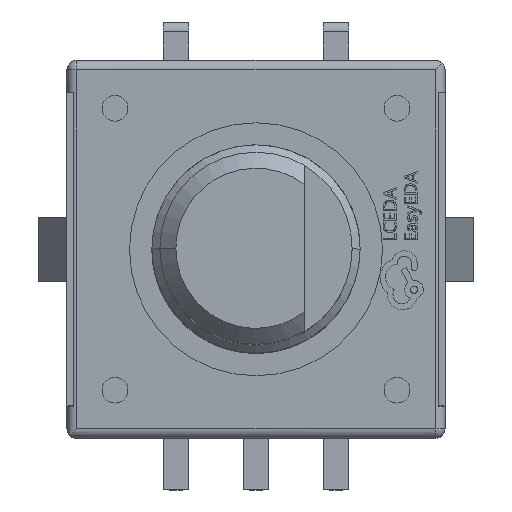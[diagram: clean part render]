
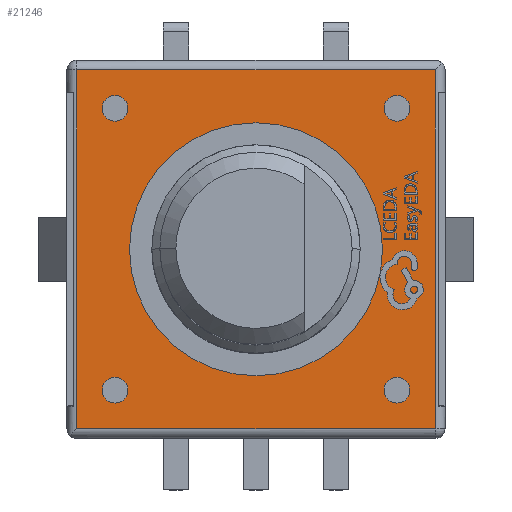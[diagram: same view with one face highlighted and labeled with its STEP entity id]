
A CAD part, top view. The second image highlights one B-rep face of the part: STEP entity #21246.
In plain terms, the highlighted planar face has unit normal (0, 0, 1).
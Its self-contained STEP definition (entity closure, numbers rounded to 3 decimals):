
#143 = CARTESIAN_POINT ( 'NONE',  ( -4.4, -4.4, 0. ) ) ;
#218 = EDGE_CURVE ( 'NONE', #9917, #17170, #8624, .T. ) ;
#377 = AXIS2_PLACEMENT_3D ( 'NONE', #6658, #16662, #6420 ) ;
#533 = EDGE_LOOP ( 'NONE', ( #2412, #5828 ) ) ;
#562 = DIRECTION ( 'NONE',  ( 1., 0., 0. ) ) ;
#708 = FACE_OUTER_BOUND ( 'NONE', #4691, .T. ) ;
#759 = EDGE_CURVE ( 'NONE', #18643, #1746, #11985, .T. ) ;
#816 = FACE_BOUND ( 'NONE', #20822, .T. ) ;
#1238 = CARTESIAN_POINT ( 'NONE',  ( -4.8, -4.4, 0. ) ) ;
#1746 = VERTEX_POINT ( 'NONE', #12289 ) ;
#1803 = CARTESIAN_POINT ( 'NONE',  ( 4.4, 4.4, 0. ) ) ;
#1876 = CARTESIAN_POINT ( 'NONE',  ( -5.6, 5.6, 0. ) ) ;
#1904 = DIRECTION ( 'NONE',  ( -1., 0., 0. ) ) ;
#2002 = VERTEX_POINT ( 'NONE', #17245 ) ;
#2071 = CARTESIAN_POINT ( 'NONE',  ( 4.8, 4.4, 0. ) ) ;
#2259 = DIRECTION ( 'NONE',  ( 0., 0., 1. ) ) ;
#2378 = AXIS2_PLACEMENT_3D ( 'NONE', #143, #19455, #10708 ) ;
#2401 = FACE_BOUND ( 'NONE', #4210, .T. ) ;
#2412 = ORIENTED_EDGE ( 'NONE', *, *, #15652, .F. ) ;
#2424 = LINE ( 'NONE', #4153, #7904 ) ;
#2521 = PLANE ( 'NONE',  #6167 ) ;
#2528 = ORIENTED_EDGE ( 'NONE', *, *, #218, .T. ) ;
#2613 = VERTEX_POINT ( 'NONE', #6827 ) ;
#2618 = CIRCLE ( 'NONE', #4448, 0.4 ) ;
#2658 = DIRECTION ( 'NONE',  ( 0., 0., 1. ) ) ;
#2668 = EDGE_CURVE ( 'NONE', #17170, #18643, #4433, .T. ) ;
#2874 = ORIENTED_EDGE ( 'NONE', *, *, #17190, .T. ) ;
#3293 = AXIS2_PLACEMENT_3D ( 'NONE', #12472, #5613, #17429 ) ;
#3395 = CARTESIAN_POINT ( 'NONE',  ( -4.4, -4.4, 0. ) ) ;
#3515 = CARTESIAN_POINT ( 'NONE',  ( -5.6, 4.9, 0. ) ) ;
#3624 = CIRCLE ( 'NONE', #19941, 0.4 ) ;
#3722 = VERTEX_POINT ( 'NONE', #4200 ) ;
#4153 = CARTESIAN_POINT ( 'NONE',  ( -5.9, 5.6, 0. ) ) ;
#4200 = CARTESIAN_POINT ( 'NONE',  ( 4., -4.4, 0. ) ) ;
#4210 = EDGE_LOOP ( 'NONE', ( #13158, #5244 ) ) ;
#4356 = CARTESIAN_POINT ( 'NONE',  ( 0., 0., 0. ) ) ;
#4433 = LINE ( 'NONE', #6004, #20690 ) ;
#4448 = AXIS2_PLACEMENT_3D ( 'NONE', #14960, #6293, #20146 ) ;
#4512 = ORIENTED_EDGE ( 'NONE', *, *, #8689, .F. ) ;
#4691 = EDGE_LOOP ( 'NONE', ( #19246, #15702, #2874, #2528 ) ) ;
#5086 = VECTOR ( 'NONE', #10449, 1000. ) ;
#5100 = DIRECTION ( 'NONE',  ( 0., 0., 1. ) ) ;
#5244 = ORIENTED_EDGE ( 'NONE', *, *, #20085, .F. ) ;
#5613 = DIRECTION ( 'NONE',  ( 0., 0., 1. ) ) ;
#5828 = ORIENTED_EDGE ( 'NONE', *, *, #11100, .F. ) ;
#5858 = CARTESIAN_POINT ( 'NONE',  ( 4.8, -4.4, 0. ) ) ;
#6004 = CARTESIAN_POINT ( 'NONE',  ( 5.9, -5.6, 0. ) ) ;
#6034 = VERTEX_POINT ( 'NONE', #1238 ) ;
#6167 = AXIS2_PLACEMENT_3D ( 'NONE', #4356, #20016, #11395 ) ;
#6259 = EDGE_CURVE ( 'NONE', #16255, #13609, #8723, .T. ) ;
#6293 = DIRECTION ( 'NONE',  ( 0., 0., 1. ) ) ;
#6420 = DIRECTION ( 'NONE',  ( 1., 0., 0. ) ) ;
#6540 = CIRCLE ( 'NONE', #19583, 0.4 ) ;
#6658 = CARTESIAN_POINT ( 'NONE',  ( -4.4, 4.4, 0. ) ) ;
#6827 = CARTESIAN_POINT ( 'NONE',  ( -4., 4.4, 0. ) ) ;
#7093 = CIRCLE ( 'NONE', #2378, 0.4 ) ;
#7359 = AXIS2_PLACEMENT_3D ( 'NONE', #14615, #2658, #21602 ) ;
#7658 = EDGE_CURVE ( 'NONE', #2002, #12431, #12757, .T. ) ;
#7904 = VECTOR ( 'NONE', #17992, 1000. ) ;
#8023 = DIRECTION ( 'NONE',  ( 0., 0., 1. ) ) ;
#8127 = CARTESIAN_POINT ( 'NONE',  ( 0., 0., 0. ) ) ;
#8351 = DIRECTION ( 'NONE',  ( 0., 0., 1. ) ) ;
#8624 = LINE ( 'NONE', #3515, #5086 ) ;
#8649 = CARTESIAN_POINT ( 'NONE',  ( 5.6, -5.6, 0. ) ) ;
#8689 = EDGE_CURVE ( 'NONE', #14219, #3722, #21806, .T. ) ;
#8701 = VERTEX_POINT ( 'NONE', #22339 ) ;
#8723 = CIRCLE ( 'NONE', #9111, 0.4 ) ;
#9111 = AXIS2_PLACEMENT_3D ( 'NONE', #1803, #2259, #14314 ) ;
#9189 = EDGE_CURVE ( 'NONE', #13609, #16255, #2618, .T. ) ;
#9917 = VERTEX_POINT ( 'NONE', #1876 ) ;
#10028 = EDGE_CURVE ( 'NONE', #8701, #2613, #16096, .T. ) ;
#10092 = DIRECTION ( 'NONE',  ( 0., 0., 1. ) ) ;
#10143 = CARTESIAN_POINT ( 'NONE',  ( 5.6, -4.9, 0. ) ) ;
#10449 = DIRECTION ( 'NONE',  ( 0., -1., 0. ) ) ;
#10708 = DIRECTION ( 'NONE',  ( 0., 1., 0. ) ) ;
#10940 = FACE_BOUND ( 'NONE', #19791, .T. ) ;
#10946 = AXIS2_PLACEMENT_3D ( 'NONE', #17248, #5100, #1904 ) ;
#11100 = EDGE_CURVE ( 'NONE', #6034, #18055, #7093, .T. ) ;
#11395 = DIRECTION ( 'NONE',  ( 1., 0., 0. ) ) ;
#11985 = LINE ( 'NONE', #10143, #13888 ) ;
#12019 = CIRCLE ( 'NONE', #14914, 3.95 ) ;
#12289 = CARTESIAN_POINT ( 'NONE',  ( 5.6, 5.6, 0. ) ) ;
#12431 = VERTEX_POINT ( 'NONE', #16279 ) ;
#12472 = CARTESIAN_POINT ( 'NONE',  ( 0., 0., 0. ) ) ;
#12670 = FACE_BOUND ( 'NONE', #20068, .T. ) ;
#12757 = CIRCLE ( 'NONE', #3293, 3.95 ) ;
#12782 = FACE_BOUND ( 'NONE', #533, .T. ) ;
#13140 = CARTESIAN_POINT ( 'NONE',  ( 4., 4.4, 0. ) ) ;
#13158 = ORIENTED_EDGE ( 'NONE', *, *, #7658, .F. ) ;
#13576 = ORIENTED_EDGE ( 'NONE', *, *, #10028, .F. ) ;
#13609 = VERTEX_POINT ( 'NONE', #2071 ) ;
#13888 = VECTOR ( 'NONE', #17076, 1000. ) ;
#14219 = VERTEX_POINT ( 'NONE', #5858 ) ;
#14314 = DIRECTION ( 'NONE',  ( 0., -1., 0. ) ) ;
#14615 = CARTESIAN_POINT ( 'NONE',  ( -4.4, 4.4, 0. ) ) ;
#14914 = AXIS2_PLACEMENT_3D ( 'NONE', #8127, #8351, #18462 ) ;
#14960 = CARTESIAN_POINT ( 'NONE',  ( 4.4, 4.4, 0. ) ) ;
#15233 = DIRECTION ( 'NONE',  ( 0., 1., 0. ) ) ;
#15652 = EDGE_CURVE ( 'NONE', #18055, #6034, #6540, .T. ) ;
#15702 = ORIENTED_EDGE ( 'NONE', *, *, #759, .T. ) ;
#16096 = CIRCLE ( 'NONE', #7359, 0.4 ) ;
#16125 = ORIENTED_EDGE ( 'NONE', *, *, #20157, .F. ) ;
#16255 = VERTEX_POINT ( 'NONE', #13140 ) ;
#16279 = CARTESIAN_POINT ( 'NONE',  ( -3.95, 0., 0. ) ) ;
#16662 = DIRECTION ( 'NONE',  ( 0., 0., 1. ) ) ;
#17076 = DIRECTION ( 'NONE',  ( 0., 1., 0. ) ) ;
#17170 = VERTEX_POINT ( 'NONE', #19925 ) ;
#17190 = EDGE_CURVE ( 'NONE', #1746, #9917, #2424, .T. ) ;
#17245 = CARTESIAN_POINT ( 'NONE',  ( 3.95, 0., 0. ) ) ;
#17248 = CARTESIAN_POINT ( 'NONE',  ( 4.4, -4.4, 0. ) ) ;
#17429 = DIRECTION ( 'NONE',  ( 1., 0., 0. ) ) ;
#17992 = DIRECTION ( 'NONE',  ( -1., 0., 0. ) ) ;
#18055 = VERTEX_POINT ( 'NONE', #19725 ) ;
#18462 = DIRECTION ( 'NONE',  ( 1., 0., 0. ) ) ;
#18643 = VERTEX_POINT ( 'NONE', #8649 ) ;
#19246 = ORIENTED_EDGE ( 'NONE', *, *, #2668, .T. ) ;
#19455 = DIRECTION ( 'NONE',  ( 0., 0., 1. ) ) ;
#19583 = AXIS2_PLACEMENT_3D ( 'NONE', #3395, #10092, #15233 ) ;
#19725 = CARTESIAN_POINT ( 'NONE',  ( -4., -4.4, 0. ) ) ;
#19791 = EDGE_LOOP ( 'NONE', ( #16125, #13576 ) ) ;
#19834 = CARTESIAN_POINT ( 'NONE',  ( 4.4, -4.4, 0. ) ) ;
#19925 = CARTESIAN_POINT ( 'NONE',  ( -5.6, -5.6, 0. ) ) ;
#19941 = AXIS2_PLACEMENT_3D ( 'NONE', #19834, #8023, #20179 ) ;
#19961 = CIRCLE ( 'NONE', #377, 0.4 ) ;
#20016 = DIRECTION ( 'NONE',  ( 0., 0., 1. ) ) ;
#20068 = EDGE_LOOP ( 'NONE', ( #20113, #21399 ) ) ;
#20085 = EDGE_CURVE ( 'NONE', #12431, #2002, #12019, .T. ) ;
#20113 = ORIENTED_EDGE ( 'NONE', *, *, #9189, .F. ) ;
#20146 = DIRECTION ( 'NONE',  ( 0., -1., 0. ) ) ;
#20157 = EDGE_CURVE ( 'NONE', #2613, #8701, #19961, .T. ) ;
#20179 = DIRECTION ( 'NONE',  ( -1., 0., 0. ) ) ;
#20690 = VECTOR ( 'NONE', #562, 1000. ) ;
#20743 = EDGE_CURVE ( 'NONE', #3722, #14219, #3624, .T. ) ;
#20822 = EDGE_LOOP ( 'NONE', ( #4512, #21486 ) ) ;
#21246 = ADVANCED_FACE ( 'NONE', ( #2401, #816, #12782, #12670, #10940, #708 ), #2521, .T. ) ;
#21399 = ORIENTED_EDGE ( 'NONE', *, *, #6259, .F. ) ;
#21486 = ORIENTED_EDGE ( 'NONE', *, *, #20743, .F. ) ;
#21602 = DIRECTION ( 'NONE',  ( 1., 0., 0. ) ) ;
#21806 = CIRCLE ( 'NONE', #10946, 0.4 ) ;
#22339 = CARTESIAN_POINT ( 'NONE',  ( -4.8, 4.4, 0. ) ) ;
